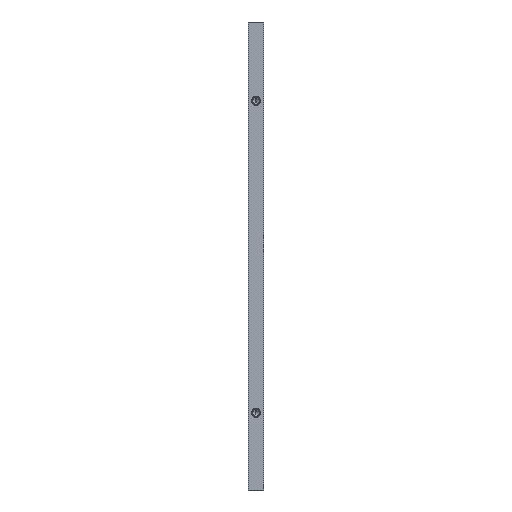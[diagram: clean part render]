
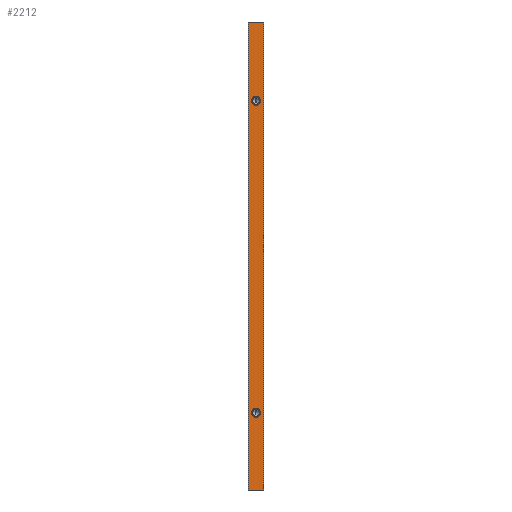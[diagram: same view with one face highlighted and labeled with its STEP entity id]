
A CAD part, left-side view. The second image highlights one B-rep face of the part: STEP entity #2212.
In plain terms, the highlighted planar face has unit normal (-1, 0, 0).
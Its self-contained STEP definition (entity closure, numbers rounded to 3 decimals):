
#24 = EDGE_CURVE ( 'NONE', #436, #401, #2201, .T. ) ;
#75 = VERTEX_POINT ( 'NONE', #174 ) ;
#174 = CARTESIAN_POINT ( 'NONE',  ( -170., 92.094, 246.6 ) ) ;
#198 = DIRECTION ( 'NONE',  ( 0., 0., 1. ) ) ;
#228 = CARTESIAN_POINT ( 'NONE',  ( -170., 92.094, 252.4 ) ) ;
#274 = PLANE ( 'NONE',  #4449 ) ;
#309 = AXIS2_PLACEMENT_3D ( 'NONE', #2461, #1008, #1805 ) ;
#401 = VERTEX_POINT ( 'NONE', #1634 ) ;
#436 = VERTEX_POINT ( 'NONE', #4697 ) ;
#445 = ORIENTED_EDGE ( 'NONE', *, *, #1607, .F. ) ;
#462 = DIRECTION ( 'NONE',  ( 0., 0., 1. ) ) ;
#546 = CIRCLE ( 'NONE', #710, 2.9 ) ;
#578 = ORIENTED_EDGE ( 'NONE', *, *, #3537, .T. ) ;
#580 = DIRECTION ( 'NONE',  ( 0., 0., 1. ) ) ;
#637 = LINE ( 'NONE', #1416, #3838 ) ;
#647 = CIRCLE ( 'NONE', #729, 2.9 ) ;
#710 = AXIS2_PLACEMENT_3D ( 'NONE', #1032, #2901, #580 ) ;
#729 = AXIS2_PLACEMENT_3D ( 'NONE', #2562, #4079, #2024 ) ;
#829 = EDGE_LOOP ( 'NONE', ( #4262, #2937, #2427, #578 ) ) ;
#830 = DIRECTION ( 'NONE',  ( 0., -1., 0. ) ) ;
#852 = CARTESIAN_POINT ( 'NONE',  ( -170., 97.094, 0. ) ) ;
#1008 = DIRECTION ( 'NONE',  ( -1., 0., 0. ) ) ;
#1032 = CARTESIAN_POINT ( 'NONE',  ( -170., 92.094, 49.5 ) ) ;
#1242 = EDGE_CURVE ( 'NONE', #2027, #4085, #4756, .T. ) ;
#1416 = CARTESIAN_POINT ( 'NONE',  ( -170., 87.094, 0. ) ) ;
#1419 = VECTOR ( 'NONE', #4371, 1000. ) ;
#1557 = EDGE_CURVE ( 'NONE', #401, #436, #546, .T. ) ;
#1607 = EDGE_CURVE ( 'NONE', #2025, #75, #4366, .T. ) ;
#1630 = LINE ( 'NONE', #852, #1837 ) ;
#1634 = CARTESIAN_POINT ( 'NONE',  ( -170., 92.094, 46.6 ) ) ;
#1648 = CARTESIAN_POINT ( 'NONE',  ( -170., 97.094, 300. ) ) ;
#1752 = CARTESIAN_POINT ( 'NONE',  ( -170., 87.094, 300. ) ) ;
#1793 = EDGE_LOOP ( 'NONE', ( #3145, #2370 ) ) ;
#1805 = DIRECTION ( 'NONE',  ( 0., 0., 1. ) ) ;
#1837 = VECTOR ( 'NONE', #830, 1000. ) ;
#2024 = DIRECTION ( 'NONE',  ( 0., 0., 1. ) ) ;
#2025 = VERTEX_POINT ( 'NONE', #228 ) ;
#2027 = VERTEX_POINT ( 'NONE', #1752 ) ;
#2067 = DIRECTION ( 'NONE',  ( -1., 0., 0. ) ) ;
#2173 = EDGE_LOOP ( 'NONE', ( #445, #2688 ) ) ;
#2201 = CIRCLE ( 'NONE', #2911, 2.9 ) ;
#2212 = ADVANCED_FACE ( 'NONE', ( #3019, #4531, #3696 ), #274, .T. ) ;
#2370 = ORIENTED_EDGE ( 'NONE', *, *, #1557, .F. ) ;
#2427 = ORIENTED_EDGE ( 'NONE', *, *, #4192, .T. ) ;
#2461 = CARTESIAN_POINT ( 'NONE',  ( -170., 92.094, 249.5 ) ) ;
#2469 = EDGE_CURVE ( 'NONE', #4498, #2027, #637, .T. ) ;
#2562 = CARTESIAN_POINT ( 'NONE',  ( -170., 92.094, 249.5 ) ) ;
#2688 = ORIENTED_EDGE ( 'NONE', *, *, #4076, .F. ) ;
#2828 = CARTESIAN_POINT ( 'NONE',  ( -170., 87.094, 0. ) ) ;
#2854 = CARTESIAN_POINT ( 'NONE',  ( -170., 87.094, 300. ) ) ;
#2901 = DIRECTION ( 'NONE',  ( -1., 0., 0. ) ) ;
#2911 = AXIS2_PLACEMENT_3D ( 'NONE', #3211, #2067, #198 ) ;
#2937 = ORIENTED_EDGE ( 'NONE', *, *, #1242, .T. ) ;
#2941 = CARTESIAN_POINT ( 'NONE',  ( -170., 0., 0. ) ) ;
#3019 = FACE_BOUND ( 'NONE', #1793, .T. ) ;
#3145 = ORIENTED_EDGE ( 'NONE', *, *, #24, .F. ) ;
#3211 = CARTESIAN_POINT ( 'NONE',  ( -170., 92.094, 49.5 ) ) ;
#3328 = LINE ( 'NONE', #4845, #3682 ) ;
#3537 = EDGE_CURVE ( 'NONE', #4594, #4498, #1630, .T. ) ;
#3682 = VECTOR ( 'NONE', #4897, 1000. ) ;
#3696 = FACE_OUTER_BOUND ( 'NONE', #829, .T. ) ;
#3838 = VECTOR ( 'NONE', #4878, 1000. ) ;
#4076 = EDGE_CURVE ( 'NONE', #75, #2025, #647, .T. ) ;
#4079 = DIRECTION ( 'NONE',  ( -1., 0., 0. ) ) ;
#4085 = VERTEX_POINT ( 'NONE', #1648 ) ;
#4167 = CARTESIAN_POINT ( 'NONE',  ( -170., 97.094, 0. ) ) ;
#4192 = EDGE_CURVE ( 'NONE', #4085, #4594, #3328, .T. ) ;
#4262 = ORIENTED_EDGE ( 'NONE', *, *, #2469, .T. ) ;
#4366 = CIRCLE ( 'NONE', #309, 2.9 ) ;
#4371 = DIRECTION ( 'NONE',  ( 0., 1., 0. ) ) ;
#4449 = AXIS2_PLACEMENT_3D ( 'NONE', #2941, #4757, #462 ) ;
#4498 = VERTEX_POINT ( 'NONE', #2828 ) ;
#4531 = FACE_BOUND ( 'NONE', #2173, .T. ) ;
#4594 = VERTEX_POINT ( 'NONE', #4167 ) ;
#4697 = CARTESIAN_POINT ( 'NONE',  ( -170., 92.094, 52.4 ) ) ;
#4756 = LINE ( 'NONE', #2854, #1419 ) ;
#4757 = DIRECTION ( 'NONE',  ( -1., 0., 0. ) ) ;
#4845 = CARTESIAN_POINT ( 'NONE',  ( -170., 97.094, 300. ) ) ;
#4878 = DIRECTION ( 'NONE',  ( 0., 0., 1. ) ) ;
#4897 = DIRECTION ( 'NONE',  ( 0., 0., -1. ) ) ;
